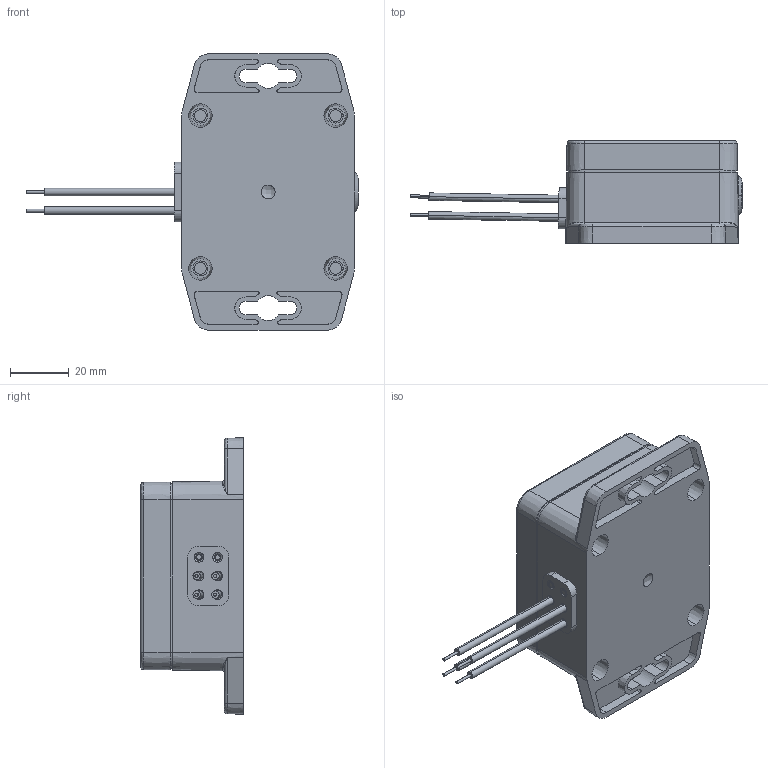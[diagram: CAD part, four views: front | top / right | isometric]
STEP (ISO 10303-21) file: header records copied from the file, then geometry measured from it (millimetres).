
FILE_DESCRIPTION (( 'STEP AP203' ), '1' );
FILE_NAME ('D-27971.STEP', '2018-05-18T14:47:44', ( '' ), ( '' ), 'SwSTEP 2.0', 'SolidWorks 2017', '' );
FILE_SCHEMA (( 'CONFIG_CONTROL_DESIGN' ));
Length unit declared in the file: inch
Products named in the file (15): 18AWG_Wire; WC-20F_CLEAR-TOP; wire casing; WC-20F_GASKET-RING; SXL_WIRE; SCREWS-SSM4-20; Delphi-wire-plug; W_-20BF-PCB_WP-20BF_15-PCB; D-27971; 2GIG_Button; 2GIG_Tilt-sensor_sticker; 2GIG_Potting; BRASS-INSERT_W-20BF; 2GIG_Grommet; WC-20F_ENCLOSURE-BASE_SWITCHING-RELAY_USB Model (PG7)
Assembly tree (25 placements, depth 3):
  D-27971
    BRASS-INSERT_W-20BF  x4
    WC-20F_ENCLOSURE-BASE_SWITCHING-RELAY_USB Model (PG7)
    WC-20F_CLEAR-TOP
    WC-20F_GASKET-RING
    SCREWS-SSM4-20  x4
    W_-20BF-PCB_WP-20BF_15-PCB
    2GIG_Button
    2GIG_Tilt-sensor_sticker  x2
    2GIG_Potting
    2GIG_Grommet
    SXL_WIRE  x4
      18AWG_Wire
      wire casing
    Delphi-wire-plug  x2
Bounding box: 112.95 x 34.99 x 94 mm (x, y, z)
Volume: 79459.9 mm3; surface area: 72157.4 mm2
Topology: 30 solids, 30 shells, 1367 faces, 3446 edges, 2217 vertices
Faces by surface type: plane 579, cylinder 426, cone 182, bspline 142, torus 38
Entity records: 50507 total; most frequent: CARTESIAN_POINT 21026, ORIENTED_EDGE 5816, DIRECTION 5707, EDGE_CURVE 2908, AXIS2_PLACEMENT_3D 2116, VERTEX_POINT 1895, LINE 1475, VECTOR 1475
